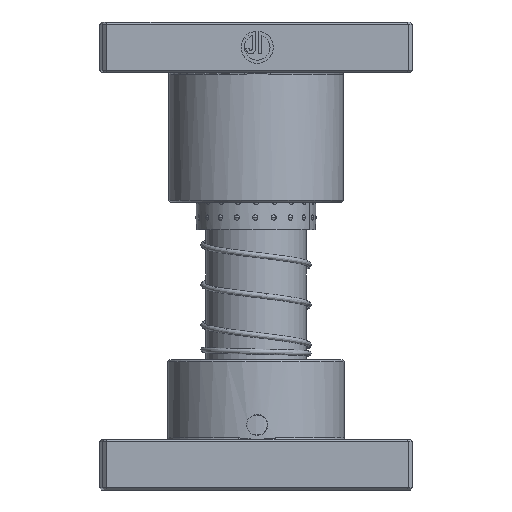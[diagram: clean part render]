
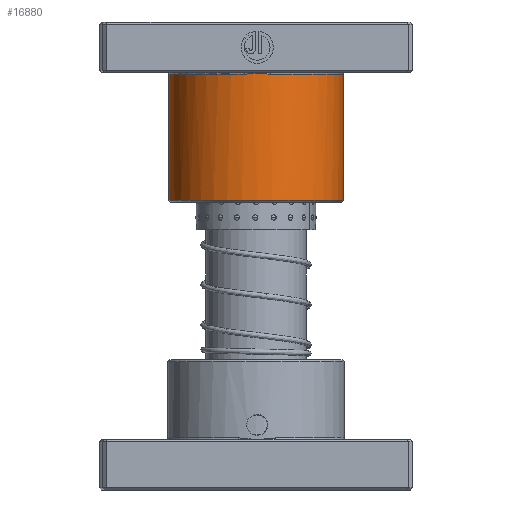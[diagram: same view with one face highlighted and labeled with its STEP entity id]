
A CAD part, front view. The second image highlights one B-rep face of the part: STEP entity #16880.
In plain terms, the highlighted cylindrical face has radius 43.5 mm (diameter 87 mm), a partial arc.
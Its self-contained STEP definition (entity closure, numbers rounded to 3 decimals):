
#461 = EDGE_CURVE ( 'NONE', #15214, #36335, #6499, .T. ) ;
#1095 = DIRECTION ( 'NONE',  ( 1., 0., 0. ) ) ;
#3530 = CARTESIAN_POINT ( 'NONE',  ( 1.096, 43.5, 25.866 ) ) ;
#4035 = FACE_OUTER_BOUND ( 'NONE', #55120, .T. ) ;
#6499 = LINE ( 'NONE', #16913, #31105 ) ;
#7395 = EDGE_CURVE ( 'NONE', #9907, #44156, #11070, .T. ) ;
#8449 = CARTESIAN_POINT ( 'NONE',  ( -2.161, 43.46, 25.893 ) ) ;
#8817 = CARTESIAN_POINT ( 'NONE',  ( 43.5, 0., 26. ) ) ;
#9907 = VERTEX_POINT ( 'NONE', #43647 ) ;
#11070 = LINE ( 'NONE', #57503, #61822 ) ;
#11418 = CARTESIAN_POINT ( 'NONE',  ( 6.503, 43.011, 26. ) ) ;
#11694 = VERTEX_POINT ( 'NONE', #11418 ) ;
#12765 = CARTESIAN_POINT ( 'NONE',  ( 0., 0., 90. ) ) ;
#13402 = CARTESIAN_POINT ( 'NONE',  ( -5.423, 43.174, 26. ) ) ;
#14349 = CARTESIAN_POINT ( 'NONE',  ( 0., 0., 26. ) ) ;
#15214 = VERTEX_POINT ( 'NONE', #40661 ) ;
#16191 = ORIENTED_EDGE ( 'NONE', *, *, #54116, .T. ) ;
#16880 = ADVANCED_FACE ( 'NONE', ( #4035 ), #41676, .T. ) ;
#16913 = CARTESIAN_POINT ( 'NONE',  ( -43.5, 0., 90. ) ) ;
#17074 = CIRCLE ( 'NONE', #44721, 43.5 ) ;
#17685 = DIRECTION ( 'NONE',  ( 0., 0., -1. ) ) ;
#18109 = AXIS2_PLACEMENT_3D ( 'NONE', #29203, #63557, #34162 ) ;
#18641 = ORIENTED_EDGE ( 'NONE', *, *, #7395, .T. ) ;
#19270 = DIRECTION ( 'NONE',  ( 1., 0., 0. ) ) ;
#21060 = AXIS2_PLACEMENT_3D ( 'NONE', #59854, #30482, #1095 ) ;
#22717 = DIRECTION ( 'NONE',  ( 0., 0., -1. ) ) ;
#23029 = CARTESIAN_POINT ( 'NONE',  ( 6.503, 43.011, 26. ) ) ;
#23447 = EDGE_CURVE ( 'NONE', #44156, #11694, #24563, .T. ) ;
#24563 = CIRCLE ( 'NONE', #21060, 43.5 ) ;
#28550 = VERTEX_POINT ( 'NONE', #57117 ) ;
#28627 = ORIENTED_EDGE ( 'NONE', *, *, #23447, .T. ) ;
#29203 = CARTESIAN_POINT ( 'NONE',  ( 0., 0., 89. ) ) ;
#30482 = DIRECTION ( 'NONE',  ( 0., 0., 1. ) ) ;
#31105 = VECTOR ( 'NONE', #52998, 1000. ) ;
#32299 = CARTESIAN_POINT ( 'NONE',  ( 5.424, 43.174, 26. ) ) ;
#32936 = CARTESIAN_POINT ( 'NONE',  ( 2.18, 43.459, 25.893 ) ) ;
#34162 = DIRECTION ( 'NONE',  ( 1., 0., 0. ) ) ;
#34193 = ORIENTED_EDGE ( 'NONE', *, *, #61895, .T. ) ;
#36335 = VERTEX_POINT ( 'NONE', #42156 ) ;
#37115 = ORIENTED_EDGE ( 'NONE', *, *, #461, .F. ) ;
#37904 = CARTESIAN_POINT ( 'NONE',  ( -1.074, 43.5, 25.866 ) ) ;
#38402 = EDGE_CURVE ( 'NONE', #11694, #28550, #61150, .T. ) ;
#40661 = CARTESIAN_POINT ( 'NONE',  ( -43.5, 0., 89. ) ) ;
#41676 = CYLINDRICAL_SURFACE ( 'NONE', #54003, 43.5 ) ;
#42156 = CARTESIAN_POINT ( 'NONE',  ( -43.5, 0., 26. ) ) ;
#42809 = CARTESIAN_POINT ( 'NONE',  ( -4.338, 43.297, 25.961 ) ) ;
#43647 = CARTESIAN_POINT ( 'NONE',  ( 43.5, 0., 89. ) ) ;
#44156 = VERTEX_POINT ( 'NONE', #8817 ) ;
#44721 = AXIS2_PLACEMENT_3D ( 'NONE', #14349, #48719, #19270 ) ;
#47386 = ORIENTED_EDGE ( 'NONE', *, *, #38402, .T. ) ;
#47746 = CARTESIAN_POINT ( 'NONE',  ( -6.503, 43.011, 26. ) ) ;
#48719 = DIRECTION ( 'NONE',  ( 0., 0., 1. ) ) ;
#52042 = DIRECTION ( 'NONE',  ( -1., 0., 0. ) ) ;
#52998 = DIRECTION ( 'NONE',  ( 0., 0., -1. ) ) ;
#54003 = AXIS2_PLACEMENT_3D ( 'NONE', #12765, #17685, #52042 ) ;
#54116 = EDGE_CURVE ( 'NONE', #28550, #36335, #17074, .T. ) ;
#55120 = EDGE_LOOP ( 'NONE', ( #34193, #18641, #28627, #47386, #16191, #37115 ) ) ;
#57117 = CARTESIAN_POINT ( 'NONE',  ( -6.503, 43.011, 26. ) ) ;
#57503 = CARTESIAN_POINT ( 'NONE',  ( 43.5, 0., 90. ) ) ;
#59854 = CARTESIAN_POINT ( 'NONE',  ( 0., 0., 26. ) ) ;
#61150 = B_SPLINE_CURVE_WITH_KNOTS ( 'NONE', 3,
 ( #23029, #32299, #62331, #32936, #3530, #37904, #8449, #42809, #13402, #47746 ),
 .UNSPECIFIED., .F., .F.,
 ( 4, 2, 2, 2, 4 ),
 ( 0., 0.003, 0.007, 0.01, 0.013 ),
 .UNSPECIFIED. ) ;
#61822 = VECTOR ( 'NONE', #22717, 1000. ) ;
#61895 = EDGE_CURVE ( 'NONE', #15214, #9907, #63127, .T. ) ;
#62331 = CARTESIAN_POINT ( 'NONE',  ( 4.343, 43.296, 25.961 ) ) ;
#63127 = CIRCLE ( 'NONE', #18109, 43.5 ) ;
#63557 = DIRECTION ( 'NONE',  ( 0., 0., -1. ) ) ;
